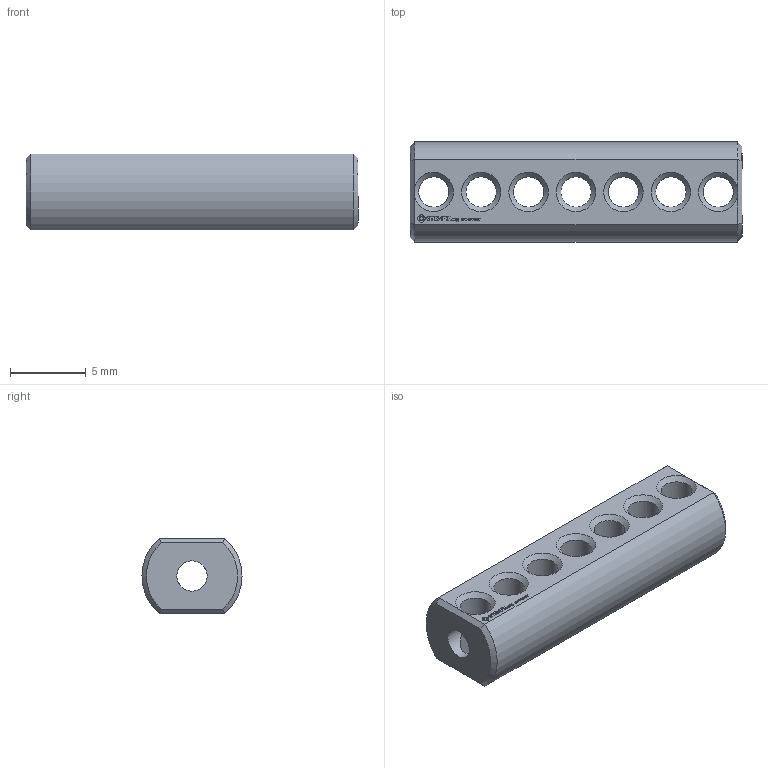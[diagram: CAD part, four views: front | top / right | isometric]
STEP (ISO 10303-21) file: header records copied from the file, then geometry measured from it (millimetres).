
FILE_DESCRIPTION(('FreeCAD Model'),'2;1');
FILE_NAME('Open CASCADE Shape Model','2024-06-18T00:11:11',(''),(''), 'Open CASCADE STEP processor 7.6','FreeCAD','Unknown');
FILE_SCHEMA(('AUTOMOTIVE_DESIGN { 1 0 10303 214 1 1 1 1 }'));
Length unit declared in the file: millimetre
Products named in the file (1): Shaft IDX BU01.75 - SPN-SFT-0127 (stemfie.org)
Bounding box: 21.88 x 6.6 x 5 mm (x, y, z)
Volume: 497.7 mm3; surface area: 670.6 mm2
Topology: 1 solids, 1 shells, 482 faces, 1371 edges, 902 vertices
Faces by surface type: plane 318, extrusion 122, cylinder 24, cone 18
Full cylindrical faces by diameter (mm): 2 x22
Entity records: 15723 total; most frequent: CARTESIAN_POINT 3488, ORIENTED_EDGE 2742, DIRECTION 2081, EDGE_CURVE 1371, VECTOR 1139, LINE 1017, VERTEX_POINT 902, FACE_BOUND 523
